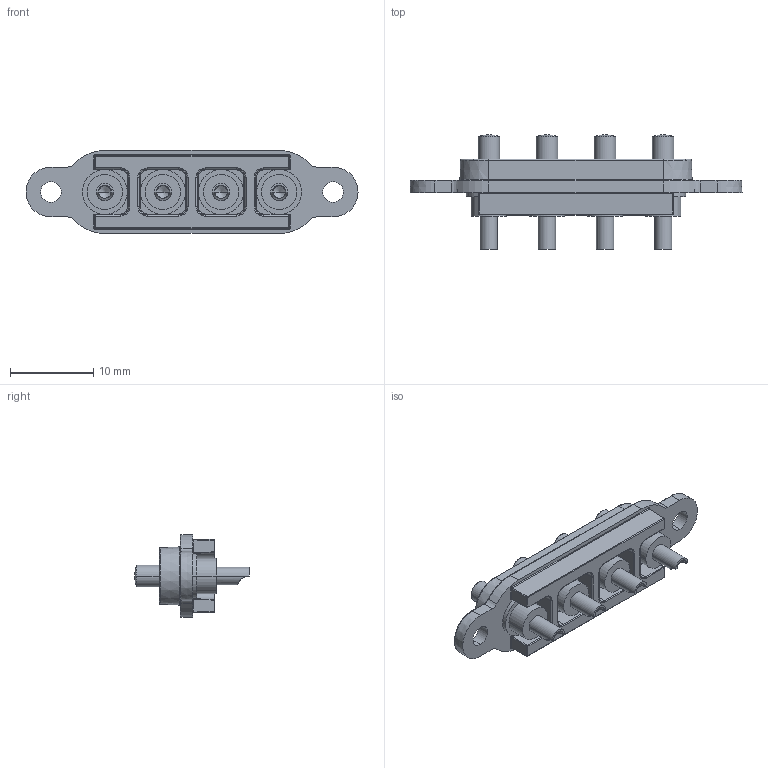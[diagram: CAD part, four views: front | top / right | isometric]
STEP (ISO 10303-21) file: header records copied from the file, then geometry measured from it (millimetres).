
FILE_DESCRIPTION (( 'STEP AP214' ), '1' );
FILE_NAME ('UEBK-30301.STEP', '2020-08-17T10:52:11', ( '' ), ( '' ), 'SwSTEP 2.0', 'SolidWorks 2020', '' );
FILE_SCHEMA (( 'AUTOMOTIVE_DESIGN' ));
Length unit declared in the file: millimetre
Products named in the file (3): UEBK-30301-Pin; UEBK-30301-Gehäuse; UEBK-30301
Assembly tree (5 placements, depth 2):
  UEBK-30301
    UEBK-30301-Gehäuse
    UEBK-30301-Pin  x4
Bounding box: 40 x 13.8 x 10 mm (x, y, z)
Volume: 1474.8 mm3; surface area: 2082.5 mm2
Topology: 5 solids, 5 shells, 366 faces, 812 edges, 468 vertices
Faces by surface type: cylinder 150, bspline 98, cone 64, plane 54
Entity records: 10985 total; most frequent: CARTESIAN_POINT 2896, ORIENTED_EDGE 1128, DIRECTION 1062, EDGE_CURVE 564, AXIS2_PLACEMENT_3D 421, VERTEX_POINT 327, EDGE_LOOP 269, UNCERTAINTY_MEASURE_WITH_UNIT 256
